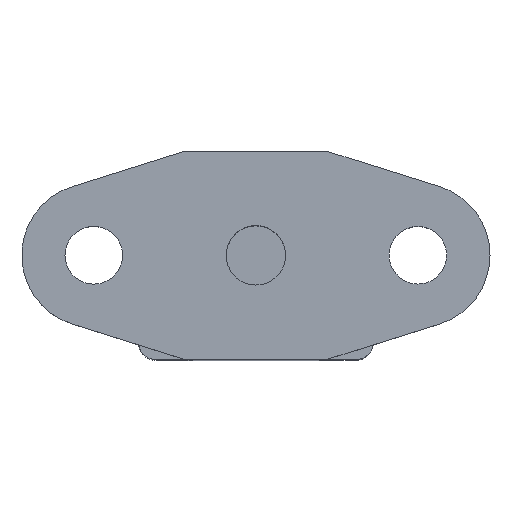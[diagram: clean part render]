
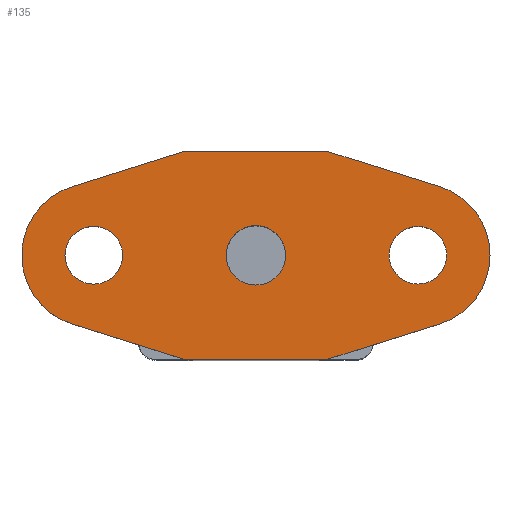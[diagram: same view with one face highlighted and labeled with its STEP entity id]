
A CAD part, top view. The second image highlights one B-rep face of the part: STEP entity #135.
In plain terms, the highlighted planar face has unit normal (0, 0, 1).
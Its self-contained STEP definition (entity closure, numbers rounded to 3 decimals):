
#12 = CARTESIAN_POINT ( 'NONE',  ( -4., 5.763, 0. ) ) ;
#31 = DIRECTION ( 'NONE',  ( 0., 0., 1. ) ) ;
#34 = CARTESIAN_POINT ( 'NONE',  ( -9., -0.001, 0. ) ) ;
#39 = CARTESIAN_POINT ( 'NONE',  ( 10.198, -3.817, 0. ) ) ;
#40 = DIRECTION ( 'NONE',  ( 0., 0., 1. ) ) ;
#42 = EDGE_CURVE ( 'NONE', #456, #370, #777, .T. ) ;
#51 = DIRECTION ( 'NONE',  ( 1., 0., 0. ) ) ;
#56 = VECTOR ( 'NONE', #481, 1000. ) ;
#57 = AXIS2_PLACEMENT_3D ( 'NONE', #1083, #208, #411 ) ;
#71 = LINE ( 'NONE', #12, #1265 ) ;
#76 = ORIENTED_EDGE ( 'NONE', *, *, #989, .F. ) ;
#81 = ORIENTED_EDGE ( 'NONE', *, *, #977, .T. ) ;
#90 = EDGE_CURVE ( 'NONE', #556, #1080, #1131, .T. ) ;
#99 = CARTESIAN_POINT ( 'NONE',  ( 7.4, 0.001, 0. ) ) ;
#101 = DIRECTION ( 'NONE',  ( 1., 0., 0. ) ) ;
#135 = ADVANCED_FACE ( 'NONE', ( #843, #385, #861, #1044 ), #747, .T. ) ;
#136 = CARTESIAN_POINT ( 'NONE',  ( -9., -0.001, 0. ) ) ;
#143 = DIRECTION ( 'NONE',  ( 1., 0., 0. ) ) ;
#163 = DIRECTION ( 'NONE',  ( 1., 0., 0. ) ) ;
#168 = LINE ( 'NONE', #1090, #1077 ) ;
#190 = ORIENTED_EDGE ( 'NONE', *, *, #274, .T. ) ;
#193 = DIRECTION ( 'NONE',  ( 0., 0., 1. ) ) ;
#198 = CIRCLE ( 'NONE', #1130, 4.002 ) ;
#200 = VERTEX_POINT ( 'NONE', #1108 ) ;
#208 = DIRECTION ( 'NONE',  ( 0., 0., 1. ) ) ;
#252 = CARTESIAN_POINT ( 'NONE',  ( 4., -5.765, 0. ) ) ;
#261 = DIRECTION ( 'NONE',  ( 0., 0., 1. ) ) ;
#274 = EDGE_CURVE ( 'NONE', #200, #1151, #168, .T. ) ;
#295 = CARTESIAN_POINT ( 'NONE',  ( 10.596, 0.001, 0. ) ) ;
#297 = EDGE_CURVE ( 'NONE', #441, #506, #71, .T. ) ;
#298 = CIRCLE ( 'NONE', #1203, 1.598 ) ;
#300 = DIRECTION ( 'NONE',  ( 1., 0., 0. ) ) ;
#315 = CIRCLE ( 'NONE', #504, 4.002 ) ;
#355 = VERTEX_POINT ( 'NONE', #39 ) ;
#356 = DIRECTION ( 'NONE',  ( 0.954, 0.3, 0. ) ) ;
#369 = EDGE_CURVE ( 'NONE', #506, #200, #954, .T. ) ;
#370 = VERTEX_POINT ( 'NONE', #801 ) ;
#379 = CARTESIAN_POINT ( 'NONE',  ( 4., 5.763, 0. ) ) ;
#385 = FACE_BOUND ( 'NONE', #1271, .T. ) ;
#387 = EDGE_CURVE ( 'NONE', #459, #441, #926, .T. ) ;
#411 = DIRECTION ( 'NONE',  ( 1., 0., 0. ) ) ;
#435 = CARTESIAN_POINT ( 'NONE',  ( 8.998, 0.001, 0. ) ) ;
#439 = ORIENTED_EDGE ( 'NONE', *, *, #1042, .F. ) ;
#441 = VERTEX_POINT ( 'NONE', #589 ) ;
#456 = VERTEX_POINT ( 'NONE', #709 ) ;
#457 = DIRECTION ( 'NONE',  ( -1., 0., 0. ) ) ;
#459 = VERTEX_POINT ( 'NONE', #379 ) ;
#481 = DIRECTION ( 'NONE',  ( 1., 0., 0. ) ) ;
#504 = AXIS2_PLACEMENT_3D ( 'NONE', #435, #40, #655 ) ;
#505 = ORIENTED_EDGE ( 'NONE', *, *, #687, .T. ) ;
#506 = VERTEX_POINT ( 'NONE', #1378 ) ;
#509 = VERTEX_POINT ( 'NONE', #727 ) ;
#510 = CARTESIAN_POINT ( 'NONE',  ( -9., -0.001, 0. ) ) ;
#518 = DIRECTION ( 'NONE',  ( 0., 0., 1. ) ) ;
#530 = AXIS2_PLACEMENT_3D ( 'NONE', #510, #193, #1408 ) ;
#532 = AXIS2_PLACEMENT_3D ( 'NONE', #34, #793, #143 ) ;
#544 = AXIS2_PLACEMENT_3D ( 'NONE', #136, #31, #51 ) ;
#547 = ORIENTED_EDGE ( 'NONE', *, *, #297, .T. ) ;
#550 = CIRCLE ( 'NONE', #735, 1.651 ) ;
#553 = VECTOR ( 'NONE', #1105, 1000. ) ;
#556 = VERTEX_POINT ( 'NONE', #295 ) ;
#569 = VECTOR ( 'NONE', #356, 1000. ) ;
#574 = ORIENTED_EDGE ( 'NONE', *, *, #90, .F. ) ;
#589 = CARTESIAN_POINT ( 'NONE',  ( -4., 5.763, 0. ) ) ;
#612 = EDGE_LOOP ( 'NONE', ( #1007, #190, #81, #1154, #505, #683, #1323, #809, #547 ) ) ;
#624 = VECTOR ( 'NONE', #457, 1000. ) ;
#640 = DIRECTION ( 'NONE',  ( 0., 0., 1. ) ) ;
#647 = ORIENTED_EDGE ( 'NONE', *, *, #895, .F. ) ;
#648 = VERTEX_POINT ( 'NONE', #960 ) ;
#652 = CARTESIAN_POINT ( 'NONE',  ( 4., 5.763, 0. ) ) ;
#655 = DIRECTION ( 'NONE',  ( 1., 0., 0. ) ) ;
#656 = DIRECTION ( 'NONE',  ( -0.954, -0.3, 0. ) ) ;
#667 = EDGE_CURVE ( 'NONE', #880, #648, #857, .T. ) ;
#678 = CARTESIAN_POINT ( 'NONE',  ( -1.651, 0., 0. ) ) ;
#682 = VERTEX_POINT ( 'NONE', #1410 ) ;
#683 = ORIENTED_EDGE ( 'NONE', *, *, #1113, .T. ) ;
#687 = EDGE_CURVE ( 'NONE', #355, #832, #198, .T. ) ;
#709 = CARTESIAN_POINT ( 'NONE',  ( -10.601, -0.001, 0. ) ) ;
#727 = CARTESIAN_POINT ( 'NONE',  ( 4., -5.765, 0. ) ) ;
#735 = AXIS2_PLACEMENT_3D ( 'NONE', #824, #261, #163 ) ;
#747 = PLANE ( 'NONE',  #530 ) ;
#762 = CARTESIAN_POINT ( 'NONE',  ( 8.998, 0.001, 0. ) ) ;
#777 = CIRCLE ( 'NONE', #1003, 1.601 ) ;
#793 = DIRECTION ( 'NONE',  ( 0., 0., 1. ) ) ;
#801 = CARTESIAN_POINT ( 'NONE',  ( -7.399, -0.001, 0. ) ) ;
#809 = ORIENTED_EDGE ( 'NONE', *, *, #387, .T. ) ;
#824 = CARTESIAN_POINT ( 'NONE',  ( 0., 0., 0. ) ) ;
#832 = VERTEX_POINT ( 'NONE', #900 ) ;
#843 = FACE_BOUND ( 'NONE', #1389, .T. ) ;
#851 = EDGE_CURVE ( 'NONE', #682, #459, #1147, .T. ) ;
#855 = DIRECTION ( 'NONE',  ( 0., 0., 1. ) ) ;
#857 = CIRCLE ( 'NONE', #57, 1.651 ) ;
#861 = FACE_BOUND ( 'NONE', #1005, .T. ) ;
#876 = LINE ( 'NONE', #252, #569 ) ;
#880 = VERTEX_POINT ( 'NONE', #678 ) ;
#895 = EDGE_CURVE ( 'NONE', #370, #456, #1058, .T. ) ;
#900 = CARTESIAN_POINT ( 'NONE',  ( 13., 0.001, 0. ) ) ;
#926 = LINE ( 'NONE', #1241, #624 ) ;
#954 = CIRCLE ( 'NONE', #544, 4. ) ;
#960 = CARTESIAN_POINT ( 'NONE',  ( 1.651, 0., 0. ) ) ;
#970 = DIRECTION ( 'NONE',  ( 1., 0., 0. ) ) ;
#977 = EDGE_CURVE ( 'NONE', #1151, #509, #1145, .T. ) ;
#989 = EDGE_CURVE ( 'NONE', #648, #880, #550, .T. ) ;
#1003 = AXIS2_PLACEMENT_3D ( 'NONE', #1402, #640, #970 ) ;
#1005 = EDGE_LOOP ( 'NONE', ( #574, #439 ) ) ;
#1007 = ORIENTED_EDGE ( 'NONE', *, *, #369, .T. ) ;
#1042 = EDGE_CURVE ( 'NONE', #1080, #556, #298, .T. ) ;
#1044 = FACE_OUTER_BOUND ( 'NONE', #612, .T. ) ;
#1058 = CIRCLE ( 'NONE', #532, 1.601 ) ;
#1077 = VECTOR ( 'NONE', #1314, 1000. ) ;
#1080 = VERTEX_POINT ( 'NONE', #99 ) ;
#1083 = CARTESIAN_POINT ( 'NONE',  ( 0., 0., 0. ) ) ;
#1090 = CARTESIAN_POINT ( 'NONE',  ( -4., -5.765, 0. ) ) ;
#1105 = DIRECTION ( 'NONE',  ( -0.954, 0.299, 0. ) ) ;
#1108 = CARTESIAN_POINT ( 'NONE',  ( -10.199, -3.818, 0. ) ) ;
#1113 = EDGE_CURVE ( 'NONE', #832, #682, #315, .T. ) ;
#1130 = AXIS2_PLACEMENT_3D ( 'NONE', #1305, #855, #300 ) ;
#1131 = CIRCLE ( 'NONE', #1157, 1.598 ) ;
#1134 = CARTESIAN_POINT ( 'NONE',  ( -4., -5.765, 0. ) ) ;
#1145 = LINE ( 'NONE', #1146, #56 ) ;
#1146 = CARTESIAN_POINT ( 'NONE',  ( 4., -5.765, 0. ) ) ;
#1147 = LINE ( 'NONE', #652, #553 ) ;
#1151 = VERTEX_POINT ( 'NONE', #1134 ) ;
#1154 = ORIENTED_EDGE ( 'NONE', *, *, #1182, .T. ) ;
#1157 = AXIS2_PLACEMENT_3D ( 'NONE', #1184, #1188, #1296 ) ;
#1166 = ORIENTED_EDGE ( 'NONE', *, *, #667, .F. ) ;
#1182 = EDGE_CURVE ( 'NONE', #509, #355, #876, .T. ) ;
#1184 = CARTESIAN_POINT ( 'NONE',  ( 8.998, 0.001, 0. ) ) ;
#1188 = DIRECTION ( 'NONE',  ( 0., 0., 1. ) ) ;
#1203 = AXIS2_PLACEMENT_3D ( 'NONE', #762, #518, #101 ) ;
#1241 = CARTESIAN_POINT ( 'NONE',  ( -4., 5.763, 0. ) ) ;
#1265 = VECTOR ( 'NONE', #656, 1000. ) ;
#1271 = EDGE_LOOP ( 'NONE', ( #647, #1288 ) ) ;
#1288 = ORIENTED_EDGE ( 'NONE', *, *, #42, .F. ) ;
#1296 = DIRECTION ( 'NONE',  ( 1., 0., 0. ) ) ;
#1305 = CARTESIAN_POINT ( 'NONE',  ( 8.998, 0.001, 0. ) ) ;
#1314 = DIRECTION ( 'NONE',  ( 0.954, -0.3, 0. ) ) ;
#1323 = ORIENTED_EDGE ( 'NONE', *, *, #851, .T. ) ;
#1378 = CARTESIAN_POINT ( 'NONE',  ( -10.199, 3.816, 0. ) ) ;
#1389 = EDGE_LOOP ( 'NONE', ( #76, #1166 ) ) ;
#1402 = CARTESIAN_POINT ( 'NONE',  ( -9., -0.001, 0. ) ) ;
#1408 = DIRECTION ( 'NONE',  ( 1., 0., 0. ) ) ;
#1410 = CARTESIAN_POINT ( 'NONE',  ( 10.196, 3.819, 0. ) ) ;
